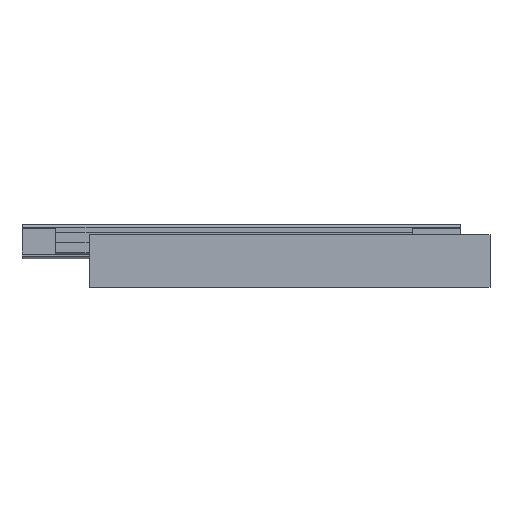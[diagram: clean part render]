
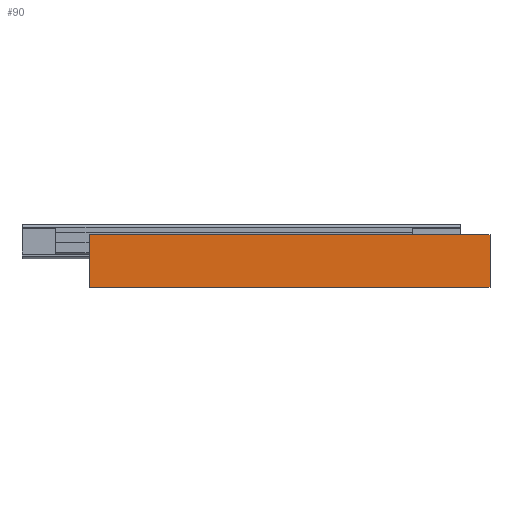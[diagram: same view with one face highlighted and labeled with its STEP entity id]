
A CAD part, front view. The second image highlights one B-rep face of the part: STEP entity #90.
In plain terms, the highlighted planar face has unit normal (0, -1, 0).
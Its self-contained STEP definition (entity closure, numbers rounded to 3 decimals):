
#28 = CARTESIAN_POINT ( 'NONE',  ( 0., 0., 45. ) ) ;
#84 = CARTESIAN_POINT ( 'NONE',  ( 342., 0., 0. ) ) ;
#90 = ADVANCED_FACE ( 'NONE', ( #3963 ), #3043, .F. ) ;
#182 = EDGE_CURVE ( 'NONE', #5822, #5429, #3646, .T. ) ;
#208 = EDGE_CURVE ( 'NONE', #4022, #5429, #4122, .T. ) ;
#714 = ORIENTED_EDGE ( 'NONE', *, *, #1571, .F. ) ;
#1306 = VERTEX_POINT ( 'NONE', #6193 ) ;
#1319 = ORIENTED_EDGE ( 'NONE', *, *, #208, .T. ) ;
#1330 = LINE ( 'NONE', #3382, #1750 ) ;
#1528 = CARTESIAN_POINT ( 'NONE',  ( 342., 0., 45. ) ) ;
#1571 = EDGE_CURVE ( 'NONE', #1306, #5822, #1330, .T. ) ;
#1621 = VECTOR ( 'NONE', #5212, 1000. ) ;
#1626 = AXIS2_PLACEMENT_3D ( 'NONE', #1528, #4542, #6098 ) ;
#1750 = VECTOR ( 'NONE', #3853, 1000. ) ;
#2054 = VECTOR ( 'NONE', #5285, 1000. ) ;
#3043 = PLANE ( 'NONE',  #1626 ) ;
#3080 = CARTESIAN_POINT ( 'NONE',  ( 342., 0., 45. ) ) ;
#3112 = DIRECTION ( 'NONE',  ( -1., 0., 0. ) ) ;
#3320 = ORIENTED_EDGE ( 'NONE', *, *, #6622, .T. ) ;
#3343 = CARTESIAN_POINT ( 'NONE',  ( 0., 0., 0. ) ) ;
#3382 = CARTESIAN_POINT ( 'NONE',  ( 342., 0., 45. ) ) ;
#3646 = LINE ( 'NONE', #84, #2054 ) ;
#3853 = DIRECTION ( 'NONE',  ( 0., 0., -1. ) ) ;
#3963 = FACE_OUTER_BOUND ( 'NONE', #4510, .T. ) ;
#4022 = VERTEX_POINT ( 'NONE', #28 ) ;
#4064 = VECTOR ( 'NONE', #3112, 1000. ) ;
#4122 = LINE ( 'NONE', #5726, #1621 ) ;
#4510 = EDGE_LOOP ( 'NONE', ( #1319, #4900, #714, #3320 ) ) ;
#4542 = DIRECTION ( 'NONE',  ( 0., 1., 0. ) ) ;
#4574 = LINE ( 'NONE', #3080, #4064 ) ;
#4900 = ORIENTED_EDGE ( 'NONE', *, *, #182, .F. ) ;
#5212 = DIRECTION ( 'NONE',  ( 0., 0., -1. ) ) ;
#5285 = DIRECTION ( 'NONE',  ( -1., 0., 0. ) ) ;
#5429 = VERTEX_POINT ( 'NONE', #3343 ) ;
#5726 = CARTESIAN_POINT ( 'NONE',  ( 0., 0., 45. ) ) ;
#5822 = VERTEX_POINT ( 'NONE', #5854 ) ;
#5854 = CARTESIAN_POINT ( 'NONE',  ( 342., 0., 0. ) ) ;
#6098 = DIRECTION ( 'NONE',  ( 0., 0., 1. ) ) ;
#6193 = CARTESIAN_POINT ( 'NONE',  ( 342., 0., 45. ) ) ;
#6622 = EDGE_CURVE ( 'NONE', #1306, #4022, #4574, .T. ) ;
